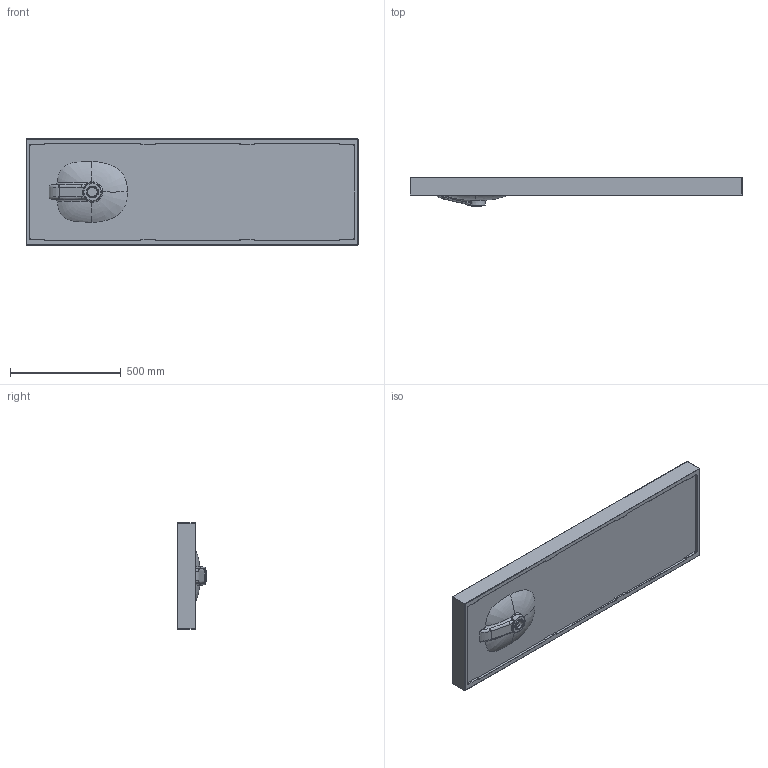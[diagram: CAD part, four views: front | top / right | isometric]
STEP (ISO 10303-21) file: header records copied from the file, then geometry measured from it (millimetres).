
FILE_DESCRIPTION((''),'2;1');
FILE_NAME('1500_OFFSET_C_RENDER_ASM','2020-10-21T11:01:10',('ipelchen'),(''),'CREO PARAMETRIC BY PTC INC, 2018190','CREO PARAMETRIC BY PTC INC, 2018190','');
FILE_SCHEMA(('CONFIG_CONTROL_DESIGN'));
Length unit declared in the file: millimetre
Products named in the file (6): KADO_LUSSI_1500_OFFSET_C_LIGHT; KADOLUSSI_WASTE_TESTING_ONLY__; KADOLUSSI_WASTE_TOPSEAL__; KADO_SS_CAP__; KADO_LUSSI_WASTE_ASM_ASM; 1500_OFFSET_C_RENDER_ASM
Assembly tree (5 placements, depth 3):
  1500_OFFSET_C_RENDER_ASM
    KADO_LUSSI_1500_OFFSET_C_LIGHT
    KADO_LUSSI_WASTE_ASM_ASM
      KADOLUSSI_WASTE_TESTING_ONLY__
      KADOLUSSI_WASTE_TOPSEAL__
      KADO_SS_CAP__
Bounding box: 1500 x 130.31 x 480 mm (x, y, z)
Volume: 45012221.1 mm3; surface area: 1884103.9 mm2
Topology: 4 solids, 4 shells, 246 faces, 579 edges, 339 vertices
Faces by surface type: cylinder 78, plane 66, bspline 50, torus 27, cone 11, sphere 10, extrusion 4
Entity records: 12189 total; most frequent: CARTESIAN_POINT 6733, ORIENTED_EDGE 1154, DIRECTION 1058, EDGE_CURVE 577, AXIS2_PLACEMENT_3D 408, VERTEX_POINT 339, EDGE_LOOP 258, FACE_OUTER_BOUND 246
